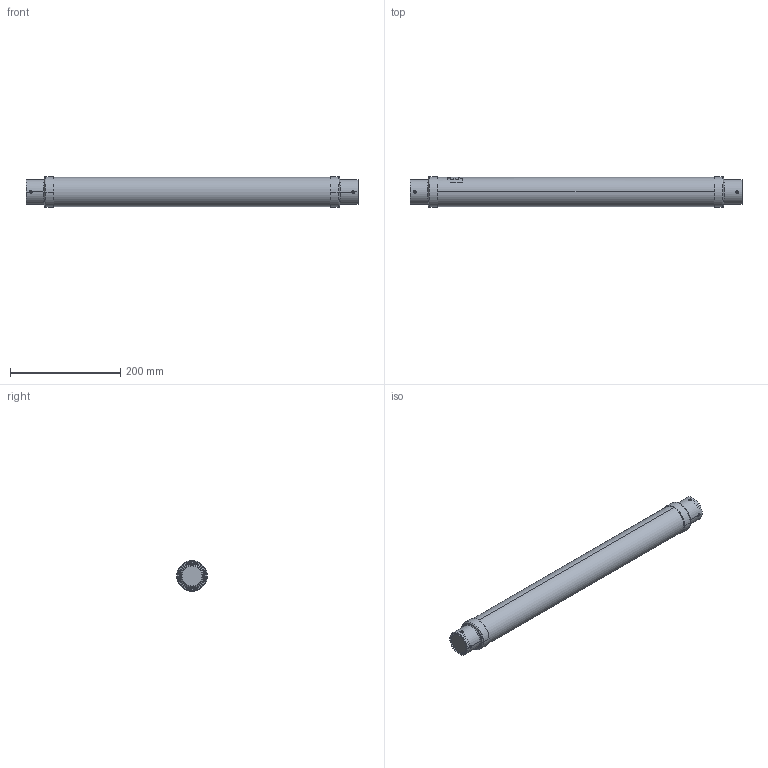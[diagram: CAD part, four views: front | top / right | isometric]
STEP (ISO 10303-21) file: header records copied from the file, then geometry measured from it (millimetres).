
FILE_DESCRIPTION((''),'2;1');
FILE_NAME('ASM0097_ASM','2021-04-02T',('marketing.praksa'),('Audax d.o.o.'),'CREO PARAMETRIC BY PTC INC, 2017480','CREO PARAMETRIC BY PTC INC, 2017480','');
FILE_SCHEMA(('AUTOMOTIVE_DESIGN { 1 0 10303 214 1 1 1 1 }'));
Length unit declared in the file: millimetre
Products named in the file (10): 0000030770_1_1_2_3_4_5_6_7; 0000061570_1_1_2_3_4_5_6_7_8_9; 0000061580_1_1_2_3_4_5_6_7_8_9; 0000069054_1_1_2_3_4_5_6_7_8__1; 0000069054_1_1_2_3_4_5_6_7_8__2; 0000069054_1_1_2_3_4_5_6_7_8__3; ASM0098_ASM; 0000069054_1_1_2_3_4_5_6_7_8_9_ASM; PRT0156; ASM0097_ASM
Assembly tree (10 placements, depth 4):
  ASM0097_ASM
    0000030770_1_1_2_3_4_5_6_7  x2
    0000061570_1_1_2_3_4_5_6_7_8_9
    0000061580_1_1_2_3_4_5_6_7_8_9
    0000069054_1_1_2_3_4_5_6_7_8_9_ASM
      ASM0098_ASM
        0000069054_1_1_2_3_4_5_6_7_8__1
        0000069054_1_1_2_3_4_5_6_7_8__2
        0000069054_1_1_2_3_4_5_6_7_8__3
    PRT0156
Bounding box: 603 x 56 x 56 mm (x, y, z)
Volume: 506238.6 mm3; surface area: 203768.9 mm2
Topology: 8 solids, 8 shells, 381 faces, 998 edges, 654 vertices
Faces by surface type: cylinder 131, bspline 96, plane 90, torus 60, cone 4
Entity records: 18678 total; most frequent: CARTESIAN_POINT 7805, ORIENTED_EDGE 1500, DIRECTION 1288, PRESENTATION_STYLE_ASSIGNMENT 847, STYLED_ITEM 788, CURVE_STYLE 750, EDGE_CURVE 750, AXIS2_PLACEMENT_3D 541
